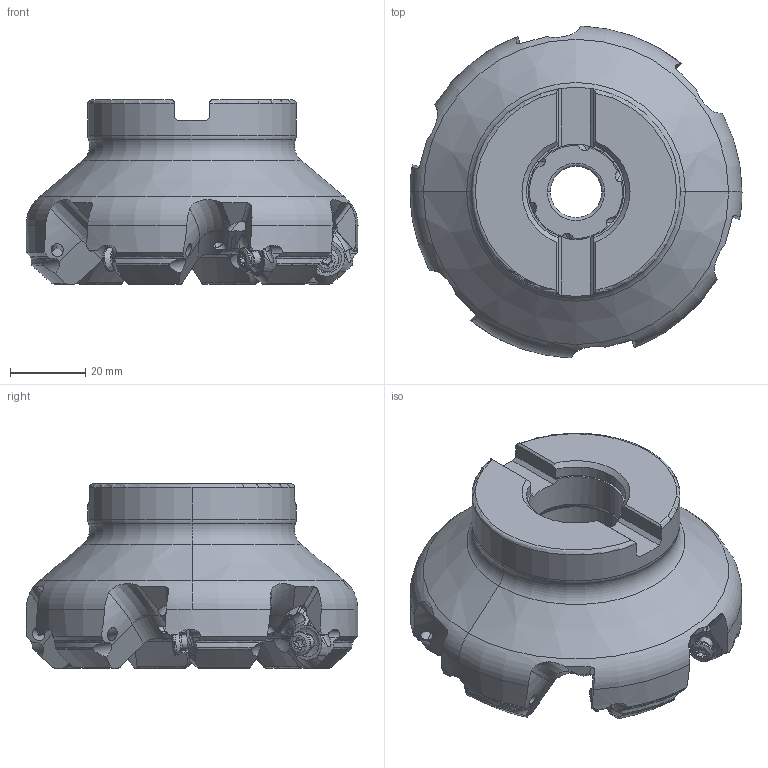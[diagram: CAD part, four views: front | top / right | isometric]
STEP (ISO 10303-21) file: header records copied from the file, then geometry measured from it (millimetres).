
FILE_DESCRIPTION(/* description */ (''),/* implementation_level */ '2;1');
FILE_NAME(/* name */ 'WSX445UR0306CA.stp',/* time_stamp */ '2021-09-08T11:36:38+09:00',/* author */ (''),/* organization */ (''),/* preprocessor_version */ 'ST-DEVELOPER v16',/* originating_system */ 'SIEMENS PLM Software NX 10.0',/* authorisation */ '');
FILE_SCHEMA (('AUTOMOTIVE_DESIGN { 1 0 10303 214 3 1 1 1 }'));
Length unit declared in the file: millimetre
Products named in the file (1): WSX445UR0306CA_ASM
Bounding box: 88.48 x 88.44 x 49.05 mm (x, y, z)
Volume: 143726.8 mm3; surface area: 27744.1 mm2
Topology: 7 solids, 7 shells, 915 faces, 2366 edges, 1491 vertices
Faces by surface type: cylinder 288, plane 207, bspline 186, torus 104, extrusion 48, sphere 42, cone 40
Entity records: 59727 total; most frequent: CARTESIAN_POINT 38972, ORIENTED_EDGE 4708, DIRECTION 3673, EDGE_CURVE 2354, AXIS2_PLACEMENT_3D 1488, VERTEX_POINT 1460, B_SPLINE_CURVE_WITH_KNOTS 979, EDGE_LOOP 948
